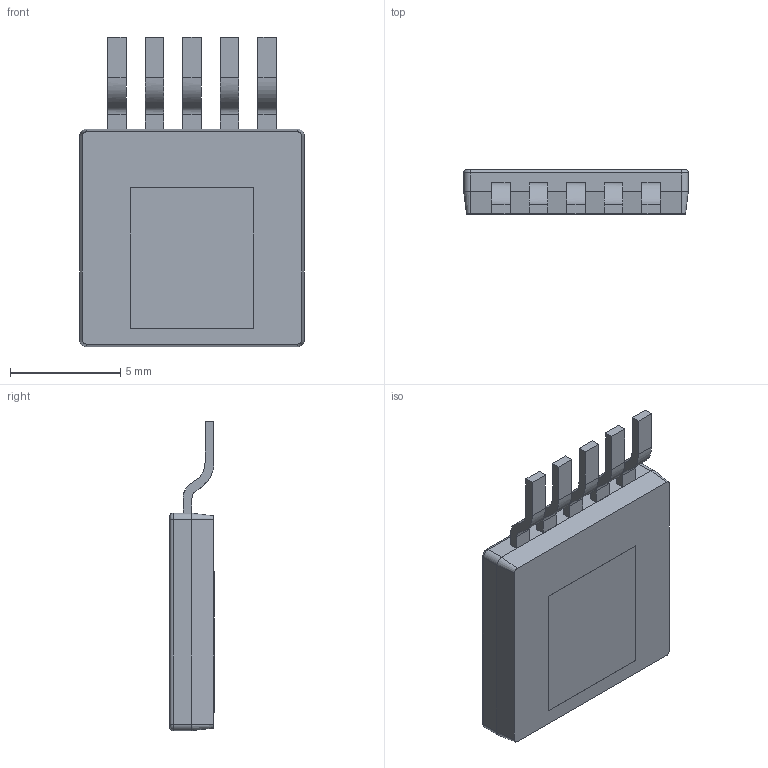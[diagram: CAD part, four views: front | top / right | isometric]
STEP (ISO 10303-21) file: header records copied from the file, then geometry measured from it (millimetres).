
FILE_DESCRIPTION (( 'STEP AP214' ), '1' );
FILE_NAME ('SW3dPS-5L TO-263 THIN.STEP', '2009-07-26T11:17:03', ( 'sysAdmin' ), ( 'SolidWorks' ), 'SwSTEP 2.0', 'SolidWorks 2009', '' );
FILE_SCHEMA (( 'AUTOMOTIVE_DESIGN' ));
Length unit declared in the file: millimetre
Products named in the file (1): SW3dPS-5L TO-263 THIN
Bounding box: 10.16 x 2.01 x 14.01 mm (x, y, z)
Volume: 205.3 mm3; surface area: 331.7 mm2
Topology: 6 solids, 6 shells, 84 faces, 194 edges, 124 vertices
Faces by surface type: plane 56, cylinder 10, bspline 10, cone 4, torus 4
Entity records: 2991 total; most frequent: CARTESIAN_POINT 673, ORIENTED_EDGE 388, DIRECTION 352, EDGE_CURVE 194, VECTOR 146, LINE 146, VERTEX_POINT 124, AXIS2_PLACEMENT_3D 103
